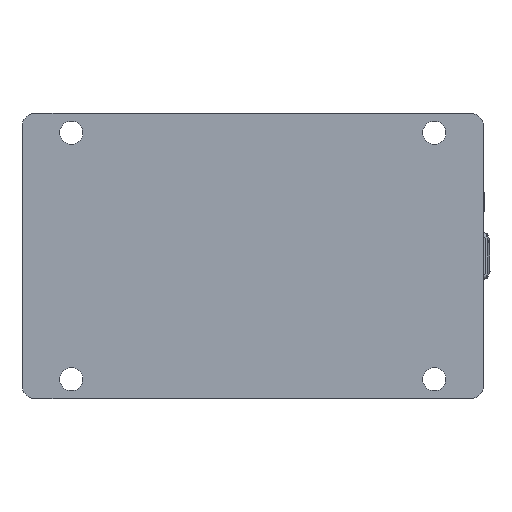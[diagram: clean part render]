
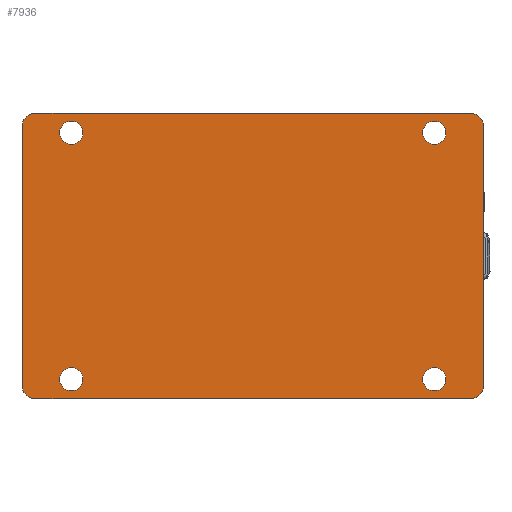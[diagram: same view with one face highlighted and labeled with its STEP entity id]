
A CAD part, front view. The second image highlights one B-rep face of the part: STEP entity #7936.
In plain terms, the highlighted face is planar.
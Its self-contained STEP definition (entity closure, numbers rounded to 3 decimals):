
#30 = CARTESIAN_POINT ( 'NONE',  ( 89., 50., 42. ) ) ;
#272 = ORIENTED_EDGE ( 'NONE', *, *, #10905, .T. ) ;
#354 = VERTEX_POINT ( 'NONE', #15122 ) ;
#695 = CARTESIAN_POINT ( 'NONE',  ( 74.5, -47.5, 42. ) ) ;
#838 = EDGE_CURVE ( 'NONE', #29909, #16842, #35775, .T. ) ;
#1057 = CARTESIAN_POINT ( 'NONE',  ( -70., 47.5, 42. ) ) ;
#1160 = ORIENTED_EDGE ( 'NONE', *, *, #7187, .F. ) ;
#1575 = DIRECTION ( 'NONE',  ( 0., 0., 1. ) ) ;
#1760 = LINE ( 'NONE', #23522, #15095 ) ;
#2069 = CARTESIAN_POINT ( 'NONE',  ( -89., -50., 42. ) ) ;
#2817 = CARTESIAN_POINT ( 'NONE',  ( -70., 47.5, 42. ) ) ;
#3065 = ORIENTED_EDGE ( 'NONE', *, *, #16793, .F. ) ;
#3361 = CIRCLE ( 'NONE', #34068, 4.5 ) ;
#3479 = EDGE_CURVE ( 'NONE', #20171, #8707, #30519, .T. ) ;
#3599 = VERTEX_POINT ( 'NONE', #8322 ) ;
#3907 = DIRECTION ( 'NONE',  ( 0., 0., 1. ) ) ;
#4473 = DIRECTION ( 'NONE',  ( 0., 0., 1. ) ) ;
#5084 = DIRECTION ( 'NONE',  ( 0., 0., 1. ) ) ;
#5118 = EDGE_CURVE ( 'NONE', #10761, #34283, #17075, .T. ) ;
#5477 = AXIS2_PLACEMENT_3D ( 'NONE', #19855, #30579, #33466 ) ;
#5604 = EDGE_CURVE ( 'NONE', #34283, #29909, #7710, .T. ) ;
#5856 = CARTESIAN_POINT ( 'NONE',  ( 65.5, -47.5, 42. ) ) ;
#5901 = VERTEX_POINT ( 'NONE', #2069 ) ;
#6744 = DIRECTION ( 'NONE',  ( -1., 0., 0. ) ) ;
#6803 = VERTEX_POINT ( 'NONE', #28874 ) ;
#7187 = EDGE_CURVE ( 'NONE', #8707, #20171, #3361, .T. ) ;
#7416 = CARTESIAN_POINT ( 'NONE',  ( 70., 47.5, 42. ) ) ;
#7710 = LINE ( 'NONE', #18763, #19391 ) ;
#7936 = ADVANCED_FACE ( 'NONE', ( #18869, #29940, #16683, #35746, #27219 ), #19231, .T. ) ;
#8255 = CARTESIAN_POINT ( 'NONE',  ( -84., 50., 42. ) ) ;
#8322 = CARTESIAN_POINT ( 'NONE',  ( -84., 55., 42. ) ) ;
#8520 = AXIS2_PLACEMENT_3D ( 'NONE', #7416, #1575, #9976 ) ;
#8542 = CARTESIAN_POINT ( 'NONE',  ( 0., 0., 42. ) ) ;
#8707 = VERTEX_POINT ( 'NONE', #16561 ) ;
#9976 = DIRECTION ( 'NONE',  ( 1., 0., 0. ) ) ;
#10030 = DIRECTION ( 'NONE',  ( 0., 0., 1. ) ) ;
#10281 = ORIENTED_EDGE ( 'NONE', *, *, #25144, .T. ) ;
#10415 = AXIS2_PLACEMENT_3D ( 'NONE', #29132, #3907, #20778 ) ;
#10695 = EDGE_LOOP ( 'NONE', ( #16409, #12436 ) ) ;
#10751 = DIRECTION ( 'NONE',  ( 1., 0., 0. ) ) ;
#10761 = VERTEX_POINT ( 'NONE', #29283 ) ;
#10905 = EDGE_CURVE ( 'NONE', #3599, #17870, #20208, .T. ) ;
#11024 = AXIS2_PLACEMENT_3D ( 'NONE', #27670, #16602, #27494 ) ;
#11055 = EDGE_CURVE ( 'NONE', #33532, #13515, #11557, .T. ) ;
#11301 = EDGE_CURVE ( 'NONE', #5901, #6803, #33555, .T. ) ;
#11434 = AXIS2_PLACEMENT_3D ( 'NONE', #21420, #10030, #34477 ) ;
#11557 = CIRCLE ( 'NONE', #10415, 4.5 ) ;
#11562 = AXIS2_PLACEMENT_3D ( 'NONE', #8542, #5084, #10751 ) ;
#11626 = DIRECTION ( 'NONE',  ( 0., 0., 1. ) ) ;
#12255 = EDGE_CURVE ( 'NONE', #30018, #13429, #35333, .T. ) ;
#12371 = CARTESIAN_POINT ( 'NONE',  ( -65.5, 47.5, 42. ) ) ;
#12372 = DIRECTION ( 'NONE',  ( 0., 0., 1. ) ) ;
#12436 = ORIENTED_EDGE ( 'NONE', *, *, #26532, .F. ) ;
#12854 = DIRECTION ( 'NONE',  ( 0., -1., 0. ) ) ;
#13143 = DIRECTION ( 'NONE',  ( 0., 0., 1. ) ) ;
#13144 = EDGE_LOOP ( 'NONE', ( #23578, #3065 ) ) ;
#13429 = VERTEX_POINT ( 'NONE', #29468 ) ;
#13515 = VERTEX_POINT ( 'NONE', #5856 ) ;
#13653 = CARTESIAN_POINT ( 'NONE',  ( 89., -50., 42. ) ) ;
#13737 = DIRECTION ( 'NONE',  ( 0., 0., 1. ) ) ;
#13893 = DIRECTION ( 'NONE',  ( 0., 0., 1. ) ) ;
#13910 = ORIENTED_EDGE ( 'NONE', *, *, #3479, .F. ) ;
#15095 = VECTOR ( 'NONE', #12854, 1000. ) ;
#15122 = CARTESIAN_POINT ( 'NONE',  ( -65.5, -47.5, 42. ) ) ;
#15689 = DIRECTION ( 'NONE',  ( 1., 0., 0. ) ) ;
#16218 = AXIS2_PLACEMENT_3D ( 'NONE', #19343, #13737, #27160 ) ;
#16409 = ORIENTED_EDGE ( 'NONE', *, *, #12255, .F. ) ;
#16561 = CARTESIAN_POINT ( 'NONE',  ( 74.5, 47.5, 42. ) ) ;
#16602 = DIRECTION ( 'NONE',  ( 0., 0., 1. ) ) ;
#16683 = FACE_BOUND ( 'NONE', #13144, .T. ) ;
#16793 = EDGE_CURVE ( 'NONE', #26400, #354, #32594, .T. ) ;
#16842 = VERTEX_POINT ( 'NONE', #19820 ) ;
#17075 = CIRCLE ( 'NONE', #5477, 5. ) ;
#17870 = VERTEX_POINT ( 'NONE', #30561 ) ;
#18538 = CARTESIAN_POINT ( 'NONE',  ( -74.5, -47.5, 42. ) ) ;
#18763 = CARTESIAN_POINT ( 'NONE',  ( 89., 55., 42. ) ) ;
#18869 = FACE_BOUND ( 'NONE', #32928, .T. ) ;
#18936 = CARTESIAN_POINT ( 'NONE',  ( -70., -47.5, 42. ) ) ;
#19128 = ORIENTED_EDGE ( 'NONE', *, *, #22990, .T. ) ;
#19231 = PLANE ( 'NONE',  #11562 ) ;
#19296 = DIRECTION ( 'NONE',  ( 0., 0., 1. ) ) ;
#19343 = CARTESIAN_POINT ( 'NONE',  ( 70., -47.5, 42. ) ) ;
#19391 = VECTOR ( 'NONE', #27647, 1000. ) ;
#19518 = ORIENTED_EDGE ( 'NONE', *, *, #5604, .T. ) ;
#19820 = CARTESIAN_POINT ( 'NONE',  ( 84., 55., 42. ) ) ;
#19855 = CARTESIAN_POINT ( 'NONE',  ( 84., -50., 42. ) ) ;
#20171 = VERTEX_POINT ( 'NONE', #33587 ) ;
#20208 = CIRCLE ( 'NONE', #35301, 5. ) ;
#20778 = DIRECTION ( 'NONE',  ( -1., 0., 0. ) ) ;
#21420 = CARTESIAN_POINT ( 'NONE',  ( 84., 50., 42. ) ) ;
#21529 = ORIENTED_EDGE ( 'NONE', *, *, #11055, .F. ) ;
#21663 = EDGE_CURVE ( 'NONE', #354, #26400, #22192, .T. ) ;
#22192 = CIRCLE ( 'NONE', #32666, 4.5 ) ;
#22990 = EDGE_CURVE ( 'NONE', #16842, #3599, #31071, .T. ) ;
#23313 = CARTESIAN_POINT ( 'NONE',  ( -70., -47.5, 42. ) ) ;
#23522 = CARTESIAN_POINT ( 'NONE',  ( -89., 55., 42. ) ) ;
#23578 = ORIENTED_EDGE ( 'NONE', *, *, #21663, .F. ) ;
#23732 = CIRCLE ( 'NONE', #16218, 4.5 ) ;
#24299 = AXIS2_PLACEMENT_3D ( 'NONE', #2817, #13893, #24943 ) ;
#24334 = AXIS2_PLACEMENT_3D ( 'NONE', #1057, #11626, #28477 ) ;
#24381 = CARTESIAN_POINT ( 'NONE',  ( -89., -55., 42. ) ) ;
#24698 = EDGE_CURVE ( 'NONE', #13515, #33532, #23732, .T. ) ;
#24943 = DIRECTION ( 'NONE',  ( 1., 0., 0. ) ) ;
#25013 = ORIENTED_EDGE ( 'NONE', *, *, #11301, .T. ) ;
#25144 = EDGE_CURVE ( 'NONE', #6803, #10761, #35098, .T. ) ;
#26400 = VERTEX_POINT ( 'NONE', #18538 ) ;
#26532 = EDGE_CURVE ( 'NONE', #13429, #30018, #26676, .T. ) ;
#26603 = ORIENTED_EDGE ( 'NONE', *, *, #35438, .T. ) ;
#26676 = CIRCLE ( 'NONE', #24334, 4.5 ) ;
#27160 = DIRECTION ( 'NONE',  ( -1., 0., 0. ) ) ;
#27219 = FACE_OUTER_BOUND ( 'NONE', #34921, .T. ) ;
#27494 = DIRECTION ( 'NONE',  ( 1., 0., 0. ) ) ;
#27647 = DIRECTION ( 'NONE',  ( 0., 1., 0. ) ) ;
#27670 = CARTESIAN_POINT ( 'NONE',  ( -84., -50., 42. ) ) ;
#28477 = DIRECTION ( 'NONE',  ( 1., 0., 0. ) ) ;
#28874 = CARTESIAN_POINT ( 'NONE',  ( -84., -55., 42. ) ) ;
#28958 = DIRECTION ( 'NONE',  ( -1., 0., 0. ) ) ;
#29132 = CARTESIAN_POINT ( 'NONE',  ( 70., -47.5, 42. ) ) ;
#29283 = CARTESIAN_POINT ( 'NONE',  ( 84., -55., 42. ) ) ;
#29423 = CARTESIAN_POINT ( 'NONE',  ( -89., 55., 42. ) ) ;
#29468 = CARTESIAN_POINT ( 'NONE',  ( -74.5, 47.5, 42. ) ) ;
#29909 = VERTEX_POINT ( 'NONE', #30 ) ;
#29940 = FACE_BOUND ( 'NONE', #35096, .T. ) ;
#30018 = VERTEX_POINT ( 'NONE', #12371 ) ;
#30378 = DIRECTION ( 'NONE',  ( 1., 0., 0. ) ) ;
#30519 = CIRCLE ( 'NONE', #8520, 4.5 ) ;
#30561 = CARTESIAN_POINT ( 'NONE',  ( -89., 50., 42. ) ) ;
#30579 = DIRECTION ( 'NONE',  ( 0., 0., 1. ) ) ;
#31071 = LINE ( 'NONE', #29423, #34983 ) ;
#31775 = DIRECTION ( 'NONE',  ( 1., 0., 0. ) ) ;
#32240 = ORIENTED_EDGE ( 'NONE', *, *, #24698, .F. ) ;
#32594 = CIRCLE ( 'NONE', #33726, 4.5 ) ;
#32666 = AXIS2_PLACEMENT_3D ( 'NONE', #23313, #4473, #28958 ) ;
#32928 = EDGE_LOOP ( 'NONE', ( #1160, #13910 ) ) ;
#33031 = VECTOR ( 'NONE', #15689, 1000. ) ;
#33466 = DIRECTION ( 'NONE',  ( 1., 0., 0. ) ) ;
#33532 = VERTEX_POINT ( 'NONE', #695 ) ;
#33555 = CIRCLE ( 'NONE', #11024, 5. ) ;
#33587 = CARTESIAN_POINT ( 'NONE',  ( 65.5, 47.5, 42. ) ) ;
#33726 = AXIS2_PLACEMENT_3D ( 'NONE', #18936, #13143, #35269 ) ;
#34068 = AXIS2_PLACEMENT_3D ( 'NONE', #34304, #12372, #31775 ) ;
#34283 = VERTEX_POINT ( 'NONE', #13653 ) ;
#34304 = CARTESIAN_POINT ( 'NONE',  ( 70., 47.5, 42. ) ) ;
#34477 = DIRECTION ( 'NONE',  ( 1., 0., 0. ) ) ;
#34921 = EDGE_LOOP ( 'NONE', ( #10281, #35727, #19518, #35471, #19128, #272, #26603, #25013 ) ) ;
#34983 = VECTOR ( 'NONE', #6744, 1000. ) ;
#35096 = EDGE_LOOP ( 'NONE', ( #21529, #32240 ) ) ;
#35098 = LINE ( 'NONE', #24381, #33031 ) ;
#35269 = DIRECTION ( 'NONE',  ( -1., 0., 0. ) ) ;
#35301 = AXIS2_PLACEMENT_3D ( 'NONE', #8255, #19296, #30378 ) ;
#35333 = CIRCLE ( 'NONE', #24299, 4.5 ) ;
#35438 = EDGE_CURVE ( 'NONE', #17870, #5901, #1760, .T. ) ;
#35471 = ORIENTED_EDGE ( 'NONE', *, *, #838, .T. ) ;
#35727 = ORIENTED_EDGE ( 'NONE', *, *, #5118, .T. ) ;
#35746 = FACE_BOUND ( 'NONE', #10695, .T. ) ;
#35775 = CIRCLE ( 'NONE', #11434, 5. ) ;
